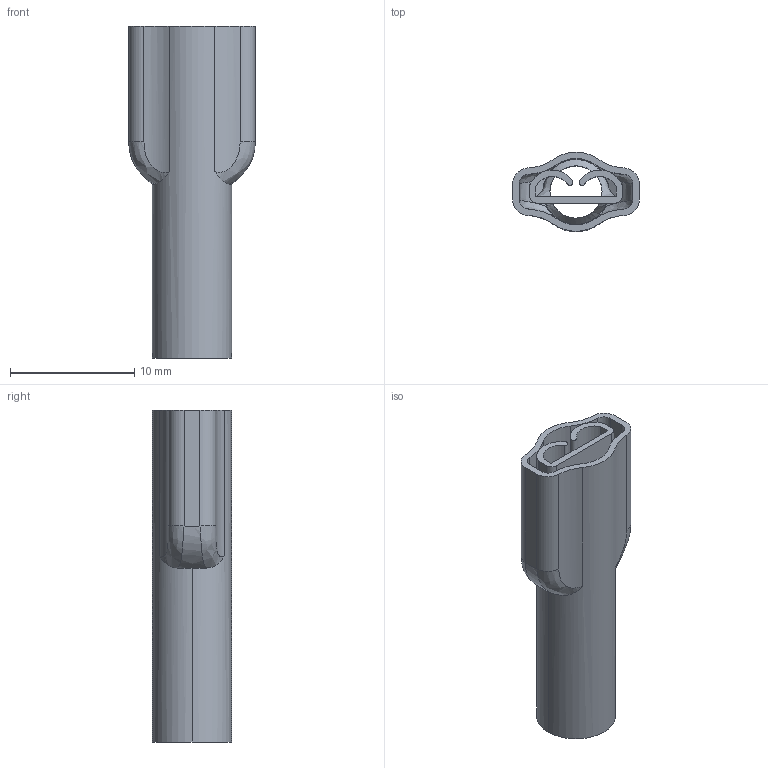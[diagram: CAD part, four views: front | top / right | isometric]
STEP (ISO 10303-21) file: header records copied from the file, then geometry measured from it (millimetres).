
FILE_DESCRIPTION (( 'STEP AP214' ), '1' );
FILE_NAME ('QDFemale_12-10AWG.step', '2018-12-19T16:48:42', ( '' ), ( '' ), 'SwSTEP 2.0', 'SolidWorks 2018', '' );
FILE_SCHEMA (( 'AUTOMOTIVE_DESIGN' ));
Length unit declared in the file: inch
Products named in the file (1): QDFemale_12-10AWG
Bounding box: 10.16 x 6.35 x 26.67 mm (x, y, z)
Volume: 434.1 mm3; surface area: 1756.1 mm2
Topology: 1 solids, 1 shells, 73 faces, 193 edges, 122 vertices
Faces by surface type: cylinder 39, plane 18, bspline 16
Entity records: 4250 total; most frequent: CARTESIAN_POINT 1912, ORIENTED_EDGE 386, DIRECTION 341, EDGE_CURVE 193, AXIS2_PLACEMENT_3D 131, VERTEX_POINT 122, VECTOR 79, LINE 79
